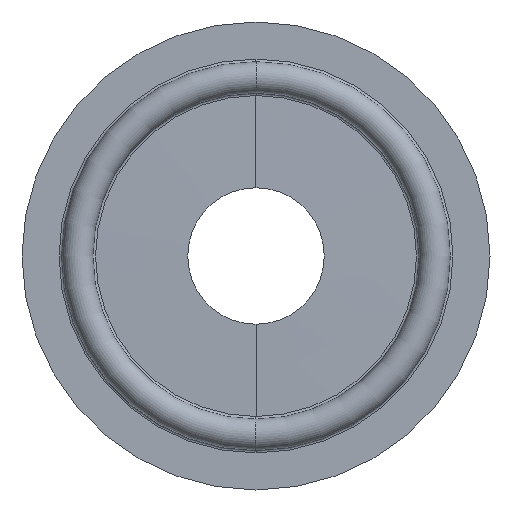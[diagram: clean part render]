
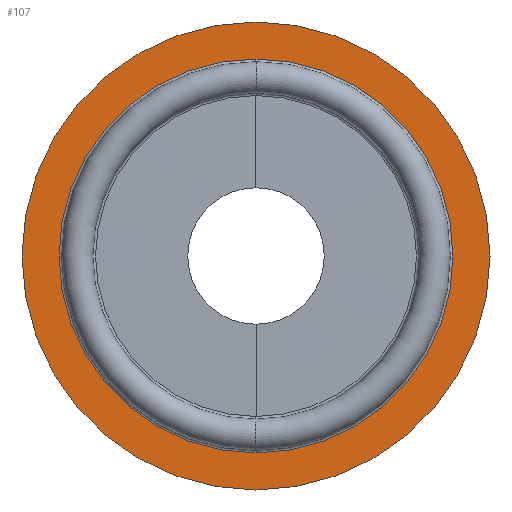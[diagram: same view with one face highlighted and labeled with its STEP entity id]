
A CAD part, left-side view. The second image highlights one B-rep face of the part: STEP entity #107.
In plain terms, the highlighted planar face has unit normal (-1, 0, 0).
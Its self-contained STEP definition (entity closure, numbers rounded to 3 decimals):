
#5 = EDGE_LOOP ( 'NONE', ( #58, #109 ) ) ;
#22 = CARTESIAN_POINT ( 'NONE',  ( -0.9, 0., 0. ) ) ;
#58 = ORIENTED_EDGE ( 'NONE', *, *, #61, .T. ) ;
#61 = EDGE_CURVE ( 'NONE', #369, #418, #772, .T. ) ;
#62 = VERTEX_POINT ( 'NONE', #715 ) ;
#70 = DIRECTION ( 'NONE',  ( 1., 0., 0. ) ) ;
#74 = FACE_BOUND ( 'NONE', #5, .T. ) ;
#96 = AXIS2_PLACEMENT_3D ( 'NONE', #646, #634, #428 ) ;
#107 = ADVANCED_FACE ( 'NONE', ( #74, #154 ), #361, .F. ) ;
#109 = ORIENTED_EDGE ( 'NONE', *, *, #244, .T. ) ;
#110 = CIRCLE ( 'NONE', #564, 18. ) ;
#137 = CARTESIAN_POINT ( 'NONE',  ( -0.9, 0., 0. ) ) ;
#138 = CIRCLE ( 'NONE', #449, 15.15 ) ;
#154 = FACE_OUTER_BOUND ( 'NONE', #296, .T. ) ;
#168 = CARTESIAN_POINT ( 'NONE',  ( -0.9, 0., -18. ) ) ;
#169 = VERTEX_POINT ( 'NONE', #168 ) ;
#234 = ORIENTED_EDGE ( 'NONE', *, *, #355, .T. ) ;
#244 = EDGE_CURVE ( 'NONE', #418, #369, #138, .T. ) ;
#245 = DIRECTION ( 'NONE',  ( 1., 0., 0. ) ) ;
#275 = DIRECTION ( 'NONE',  ( -1., 0., 0. ) ) ;
#296 = EDGE_LOOP ( 'NONE', ( #641, #234 ) ) ;
#355 = EDGE_CURVE ( 'NONE', #169, #62, #110, .T. ) ;
#361 = PLANE ( 'NONE',  #494 ) ;
#368 = AXIS2_PLACEMENT_3D ( 'NONE', #137, #275, #699 ) ;
#369 = VERTEX_POINT ( 'NONE', #502 ) ;
#413 = CIRCLE ( 'NONE', #368, 18. ) ;
#414 = DIRECTION ( 'NONE',  ( -1., 0., 0. ) ) ;
#418 = VERTEX_POINT ( 'NONE', #678 ) ;
#428 = DIRECTION ( 'NONE',  ( 0., 0., -1. ) ) ;
#443 = DIRECTION ( 'NONE',  ( 0., 0., -1. ) ) ;
#449 = AXIS2_PLACEMENT_3D ( 'NONE', #22, #245, #730 ) ;
#477 = DIRECTION ( 'NONE',  ( 0., 0., 1. ) ) ;
#494 = AXIS2_PLACEMENT_3D ( 'NONE', #779, #70, #443 ) ;
#502 = CARTESIAN_POINT ( 'NONE',  ( -0.9, 0., -15.15 ) ) ;
#543 = CARTESIAN_POINT ( 'NONE',  ( -0.9, 0., 0. ) ) ;
#564 = AXIS2_PLACEMENT_3D ( 'NONE', #543, #414, #477 ) ;
#634 = DIRECTION ( 'NONE',  ( 1., 0., 0. ) ) ;
#641 = ORIENTED_EDGE ( 'NONE', *, *, #867, .T. ) ;
#646 = CARTESIAN_POINT ( 'NONE',  ( -0.9, 0., 0. ) ) ;
#678 = CARTESIAN_POINT ( 'NONE',  ( -0.9, 0., 15.15 ) ) ;
#699 = DIRECTION ( 'NONE',  ( 0., 0., 1. ) ) ;
#715 = CARTESIAN_POINT ( 'NONE',  ( -0.9, 0., 18. ) ) ;
#730 = DIRECTION ( 'NONE',  ( 0., 0., -1. ) ) ;
#772 = CIRCLE ( 'NONE', #96, 15.15 ) ;
#779 = CARTESIAN_POINT ( 'NONE',  ( -0.9, 14.95, 0. ) ) ;
#867 = EDGE_CURVE ( 'NONE', #62, #169, #413, .T. ) ;
